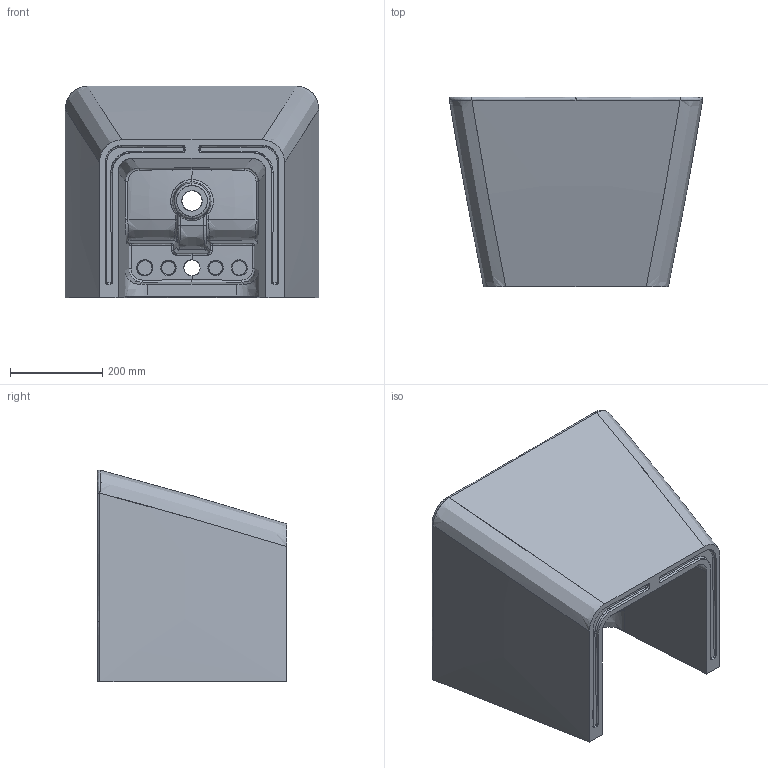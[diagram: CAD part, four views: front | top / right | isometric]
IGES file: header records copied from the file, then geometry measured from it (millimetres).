
Start section: JAMA-IS VERSION  1.0  PTC IGES file: F516-master.igs
Global section: file name: F516-master.igs; native system: Creo Parametric by PTC Inc.; preprocessor: 2021304; author: 10113193; organization: Unknown; date: 20230822.084105; units: millimetre
Bounding box: 548.28 x 410 x 458.46 mm (x, y, z)
Surface area: 2488354.4 mm2 (no closed solid volume)
Topology: 0 solids, 0 shells, 368 faces, 2071 edges, 2270 vertices
Faces by surface type: bspline 368
